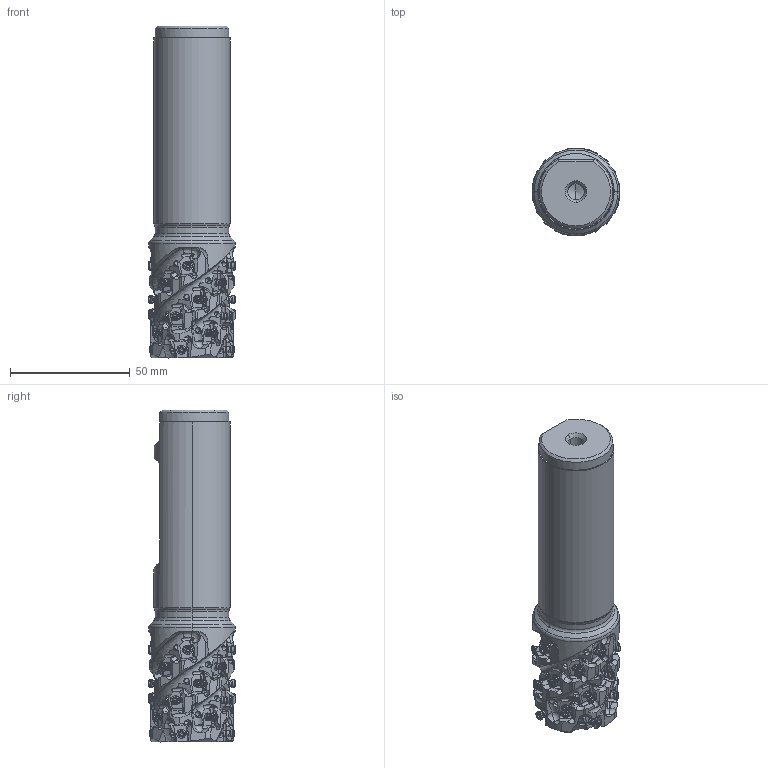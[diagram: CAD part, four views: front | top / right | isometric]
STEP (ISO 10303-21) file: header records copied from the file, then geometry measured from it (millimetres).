
FILE_DESCRIPTION(/* description */ (''),/* implementation_level */ '2;1');
FILE_NAME(/* name */ 'VPX200UR244FA20S1624.stp',/* time_stamp */ '2021-06-22T11:12:46+09:00',/* author */ (''),/* organization */ (''),/* preprocessor_version */ 'ST-DEVELOPER v16',/* originating_system */ 'SIEMENS PLM Software NX 10.0',/* authorisation */ '');
FILE_SCHEMA (('AUTOMOTIVE_DESIGN { 1 0 10303 214 3 1 1 1 }'));
Products named in the file (1): VPX200UR244FA20S1624_ASM
Bounding box: 36.65 x 36.65 x 138.5 mm (x, y, z)
Volume: 100776.1 mm3; surface area: 26358 mm2
Topology: 25 solids, 25 shells, 2491 faces, 7003 edges, 4467 vertices
Faces by surface type: cylinder 1139, plane 598, cone 348, torus 182, sphere 156, extrusion 40, bspline 28
Entity records: 104170 total; most frequent: CARTESIAN_POINT 41428, ORIENTED_EDGE 13614, DIRECTION 12597, EDGE_CURVE 6807, AXIS2_PLACEMENT_3D 5136, VERTEX_POINT 4440, EDGE_LOOP 2613, ADVANCED_FACE 2491
